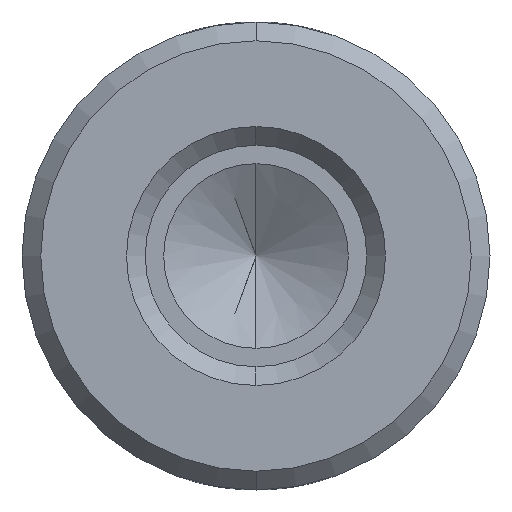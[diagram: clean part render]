
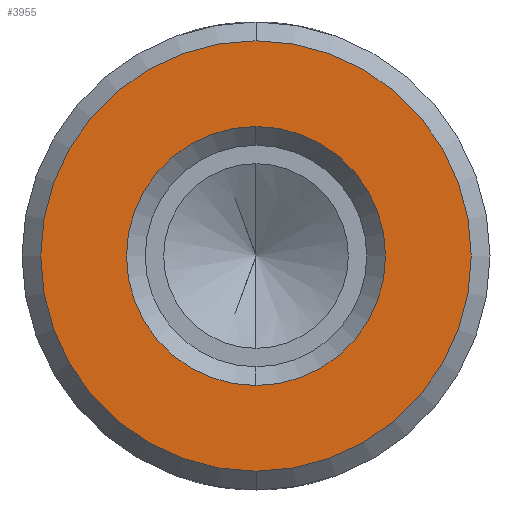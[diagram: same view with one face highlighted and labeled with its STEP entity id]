
A CAD part, front view. The second image highlights one B-rep face of the part: STEP entity #3955.
In plain terms, the highlighted planar face has unit normal (0, -1, 0).
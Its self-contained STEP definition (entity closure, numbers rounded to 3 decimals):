
#102 = CIRCLE ( 'NONE', #220, 5.829 ) ;
#220 = AXIS2_PLACEMENT_3D ( 'NONE', #1244, #1221, #1194 ) ;
#396 = CARTESIAN_POINT ( 'NONE',  ( 0., 0., -3.508 ) ) ;
#554 = CARTESIAN_POINT ( 'NONE',  ( 0., 0., 0. ) ) ;
#855 = VERTEX_POINT ( 'NONE', #2236 ) ;
#1057 = DIRECTION ( 'NONE',  ( 0., 0., 1. ) ) ;
#1194 = DIRECTION ( 'NONE',  ( 0., 0., 1. ) ) ;
#1221 = DIRECTION ( 'NONE',  ( 0., 1., 0. ) ) ;
#1244 = CARTESIAN_POINT ( 'NONE',  ( 0., 0., 0. ) ) ;
#1439 = CARTESIAN_POINT ( 'NONE',  ( 0., 0., -5.829 ) ) ;
#1473 = AXIS2_PLACEMENT_3D ( 'NONE', #554, #4330, #1057 ) ;
#2045 = CARTESIAN_POINT ( 'NONE',  ( 0., 0., 0. ) ) ;
#2148 = AXIS2_PLACEMENT_3D ( 'NONE', #2045, #5818, #2593 ) ;
#2221 = CARTESIAN_POINT ( 'NONE',  ( 0., 0., 0. ) ) ;
#2236 = CARTESIAN_POINT ( 'NONE',  ( 0., 0., 3.508 ) ) ;
#2593 = DIRECTION ( 'NONE',  ( 0., 0., 1. ) ) ;
#2661 = EDGE_CURVE ( 'NONE', #5139, #6715, #6245, .T. ) ;
#2679 = EDGE_CURVE ( 'NONE', #6715, #5139, #102, .T. ) ;
#3120 = ORIENTED_EDGE ( 'NONE', *, *, #6099, .T. ) ;
#3168 = DIRECTION ( 'NONE',  ( 0., 0., 1. ) ) ;
#3191 = DIRECTION ( 'NONE',  ( 0., 1., 0. ) ) ;
#3513 = AXIS2_PLACEMENT_3D ( 'NONE', #3739, #3191, #3168 ) ;
#3739 = CARTESIAN_POINT ( 'NONE',  ( 5.829, 0., 0. ) ) ;
#3779 = VERTEX_POINT ( 'NONE', #396 ) ;
#3955 = ADVANCED_FACE ( 'NONE', ( #4064, #6491 ), #5304, .F. ) ;
#4064 = FACE_BOUND ( 'NONE', #4328, .T. ) ;
#4208 = ORIENTED_EDGE ( 'NONE', *, *, #2661, .F. ) ;
#4328 = EDGE_LOOP ( 'NONE', ( #5297, #3120 ) ) ;
#4330 = DIRECTION ( 'NONE',  ( 0., 1., 0. ) ) ;
#4589 = DIRECTION ( 'NONE',  ( 0., 0., 1. ) ) ;
#4615 = DIRECTION ( 'NONE',  ( 0., 1., 0. ) ) ;
#4886 = EDGE_LOOP ( 'NONE', ( #4208, #5551 ) ) ;
#5139 = VERTEX_POINT ( 'NONE', #5634 ) ;
#5212 = AXIS2_PLACEMENT_3D ( 'NONE', #2221, #4615, #4589 ) ;
#5232 = CIRCLE ( 'NONE', #1473, 3.508 ) ;
#5297 = ORIENTED_EDGE ( 'NONE', *, *, #6793, .T. ) ;
#5304 = PLANE ( 'NONE',  #3513 ) ;
#5551 = ORIENTED_EDGE ( 'NONE', *, *, #2679, .F. ) ;
#5634 = CARTESIAN_POINT ( 'NONE',  ( 0., 0., 5.829 ) ) ;
#5818 = DIRECTION ( 'NONE',  ( 0., 1., 0. ) ) ;
#6099 = EDGE_CURVE ( 'NONE', #855, #3779, #6459, .T. ) ;
#6245 = CIRCLE ( 'NONE', #5212, 5.829 ) ;
#6459 = CIRCLE ( 'NONE', #2148, 3.508 ) ;
#6491 = FACE_OUTER_BOUND ( 'NONE', #4886, .T. ) ;
#6715 = VERTEX_POINT ( 'NONE', #1439 ) ;
#6793 = EDGE_CURVE ( 'NONE', #3779, #855, #5232, .T. ) ;
